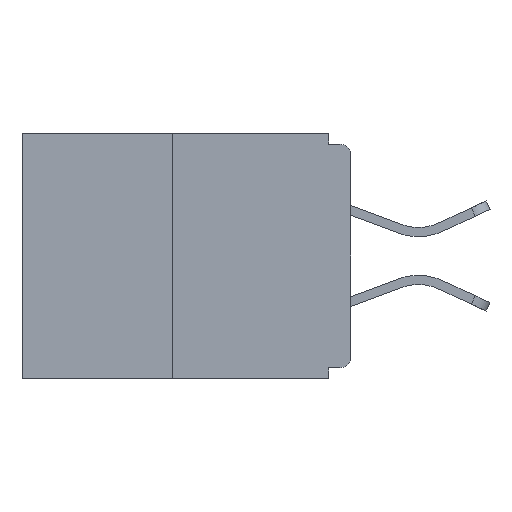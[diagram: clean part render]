
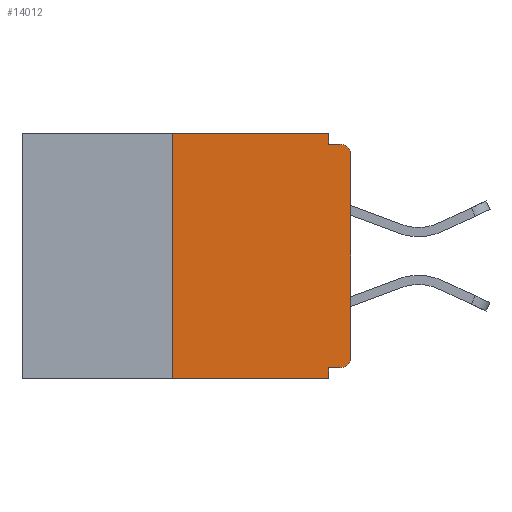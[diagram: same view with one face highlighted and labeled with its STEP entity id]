
A CAD part, left-side view. The second image highlights one B-rep face of the part: STEP entity #14012.
In plain terms, the highlighted planar face has unit normal (-1, 0, 0).
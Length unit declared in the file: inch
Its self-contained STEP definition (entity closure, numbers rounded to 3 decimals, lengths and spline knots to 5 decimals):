
#355 = ORIENTED_EDGE ( 'NONE', *, *, #10456, .T. ) ;
#972 = VERTEX_POINT ( 'NONE', #24072 ) ;
#1015 = VECTOR ( 'NONE', #10619, 39.37008 ) ;
#1123 = DIRECTION ( 'NONE',  ( 0., 0., 1. ) ) ;
#1144 = CARTESIAN_POINT ( 'NONE',  ( 0., 0.015, -0.015 ) ) ;
#1298 = CARTESIAN_POINT ( 'NONE',  ( 0., 0., -0.03 ) ) ;
#1465 = LINE ( 'NONE', #10525, #4373 ) ;
#1469 = EDGE_CURVE ( 'NONE', #972, #13120, #12719, .T. ) ;
#1699 = ORIENTED_EDGE ( 'NONE', *, *, #20872, .F. ) ;
#1995 = VERTEX_POINT ( 'NONE', #22632 ) ;
#2158 = LINE ( 'NONE', #17528, #16656 ) ;
#2834 = VECTOR ( 'NONE', #24064, 39.37008 ) ;
#3547 = VERTEX_POINT ( 'NONE', #4696 ) ;
#4373 = VECTOR ( 'NONE', #1123, 39.37008 ) ;
#4384 = FACE_OUTER_BOUND ( 'NONE', #12837, .T. ) ;
#4431 = AXIS2_PLACEMENT_3D ( 'NONE', #11660, #11991, #9839 ) ;
#4468 = CARTESIAN_POINT ( 'NONE',  ( 0., 0.46, 0. ) ) ;
#4476 = ORIENTED_EDGE ( 'NONE', *, *, #10702, .T. ) ;
#4696 = CARTESIAN_POINT ( 'NONE',  ( 0., 0.031, -0.015 ) ) ;
#6031 = LINE ( 'NONE', #21989, #1015 ) ;
#6117 = VECTOR ( 'NONE', #11552, 39.37008 ) ;
#6646 = VERTEX_POINT ( 'NONE', #17204 ) ;
#6822 = ORIENTED_EDGE ( 'NONE', *, *, #15631, .T. ) ;
#6966 = CARTESIAN_POINT ( 'NONE',  ( 0., 0., 0. ) ) ;
#7847 = ORIENTED_EDGE ( 'NONE', *, *, #18153, .F. ) ;
#7866 = LINE ( 'NONE', #14601, #2834 ) ;
#8180 = LINE ( 'NONE', #22999, #6117 ) ;
#8208 = EDGE_CURVE ( 'NONE', #17269, #972, #23669, .T. ) ;
#9010 = ORIENTED_EDGE ( 'NONE', *, *, #20576, .F. ) ;
#9153 = VECTOR ( 'NONE', #9637, 39.37008 ) ;
#9380 = ORIENTED_EDGE ( 'NONE', *, *, #19610, .F. ) ;
#9637 = DIRECTION ( 'NONE',  ( 0., 0., -1. ) ) ;
#9839 = DIRECTION ( 'NONE',  ( 0., 0., -1. ) ) ;
#10456 = EDGE_CURVE ( 'NONE', #20933, #11254, #23577, .T. ) ;
#10525 = CARTESIAN_POINT ( 'NONE',  ( 0., 0.25, 0. ) ) ;
#10619 = DIRECTION ( 'NONE',  ( 0., -1., 0. ) ) ;
#10702 = EDGE_CURVE ( 'NONE', #6646, #20933, #20587, .T. ) ;
#11254 = VERTEX_POINT ( 'NONE', #1144 ) ;
#11552 = DIRECTION ( 'NONE',  ( 0., -1., 0. ) ) ;
#11660 = CARTESIAN_POINT ( 'NONE',  ( 0., 0.015, -0.313 ) ) ;
#11991 = DIRECTION ( 'NONE',  ( -1., 0., 0. ) ) ;
#12086 = DIRECTION ( 'NONE',  ( 1., 0., 0. ) ) ;
#12555 = ORIENTED_EDGE ( 'NONE', *, *, #8208, .F. ) ;
#12719 = LINE ( 'NONE', #23095, #9153 ) ;
#12755 = DIRECTION ( 'NONE',  ( 0., 0., 1. ) ) ;
#12837 = EDGE_LOOP ( 'NONE', ( #9010, #9380, #22390, #22890, #12555, #6822, #4476, #355, #1699, #7847 ) ) ;
#13120 = VERTEX_POINT ( 'NONE', #18099 ) ;
#13483 = DIRECTION ( 'NONE',  ( -1., 0., 0. ) ) ;
#13713 = DIRECTION ( 'NONE',  ( 0., 0., -1. ) ) ;
#14000 = DIRECTION ( 'NONE',  ( 0., 0., -1. ) ) ;
#14012 = ADVANCED_FACE ( 'NONE', ( #4384 ), #18046, .F. ) ;
#14329 = VERTEX_POINT ( 'NONE', #18874 ) ;
#14601 = CARTESIAN_POINT ( 'NONE',  ( 0., 0., -0.015 ) ) ;
#14937 = VECTOR ( 'NONE', #12755, 39.37008 ) ;
#15407 = DIRECTION ( 'NONE',  ( 0., 0., -1. ) ) ;
#15631 = EDGE_CURVE ( 'NONE', #17269, #6646, #17930, .T. ) ;
#15655 = VERTEX_POINT ( 'NONE', #17624 ) ;
#15721 = CARTESIAN_POINT ( 'NONE',  ( 0., 0., -0.328 ) ) ;
#16394 = EDGE_CURVE ( 'NONE', #1995, #13120, #6031, .T. ) ;
#16656 = VECTOR ( 'NONE', #13713, 39.37008 ) ;
#17204 = CARTESIAN_POINT ( 'NONE',  ( 0., 0., -0.313 ) ) ;
#17269 = VERTEX_POINT ( 'NONE', #24540 ) ;
#17528 = CARTESIAN_POINT ( 'NONE',  ( 0., 0.031, 0. ) ) ;
#17624 = CARTESIAN_POINT ( 'NONE',  ( 0., 0.25, 0. ) ) ;
#17930 = CIRCLE ( 'NONE', #4431, 0.015 ) ;
#18046 = PLANE ( 'NONE',  #22188 ) ;
#18099 = CARTESIAN_POINT ( 'NONE',  ( 0., 0.031, -0.343 ) ) ;
#18153 = EDGE_CURVE ( 'NONE', #14329, #3547, #2158, .T. ) ;
#18618 = VECTOR ( 'NONE', #23273, 39.37008 ) ;
#18874 = CARTESIAN_POINT ( 'NONE',  ( 0., 0.031, 0. ) ) ;
#19122 = CARTESIAN_POINT ( 'NONE',  ( 0., 0.015, -0.03 ) ) ;
#19610 = EDGE_CURVE ( 'NONE', #1995, #15655, #1465, .T. ) ;
#20576 = EDGE_CURVE ( 'NONE', #15655, #14329, #8180, .T. ) ;
#20587 = LINE ( 'NONE', #6966, #14937 ) ;
#20872 = EDGE_CURVE ( 'NONE', #3547, #11254, #7866, .T. ) ;
#20933 = VERTEX_POINT ( 'NONE', #1298 ) ;
#21989 = CARTESIAN_POINT ( 'NONE',  ( 0., 0.46, -0.343 ) ) ;
#22188 = AXIS2_PLACEMENT_3D ( 'NONE', #4468, #12086, #14000 ) ;
#22390 = ORIENTED_EDGE ( 'NONE', *, *, #16394, .T. ) ;
#22632 = CARTESIAN_POINT ( 'NONE',  ( 0., 0.25, -0.343 ) ) ;
#22890 = ORIENTED_EDGE ( 'NONE', *, *, #1469, .F. ) ;
#22999 = CARTESIAN_POINT ( 'NONE',  ( 0., 0.46, 0. ) ) ;
#23095 = CARTESIAN_POINT ( 'NONE',  ( 0., 0.031, -0.343 ) ) ;
#23273 = DIRECTION ( 'NONE',  ( 0., 1., 0. ) ) ;
#23577 = CIRCLE ( 'NONE', #23946, 0.015 ) ;
#23669 = LINE ( 'NONE', #15721, #18618 ) ;
#23946 = AXIS2_PLACEMENT_3D ( 'NONE', #19122, #13483, #15407 ) ;
#24064 = DIRECTION ( 'NONE',  ( 0., -1., 0. ) ) ;
#24072 = CARTESIAN_POINT ( 'NONE',  ( 0., 0.031, -0.328 ) ) ;
#24540 = CARTESIAN_POINT ( 'NONE',  ( 0., 0.015, -0.328 ) ) ;
